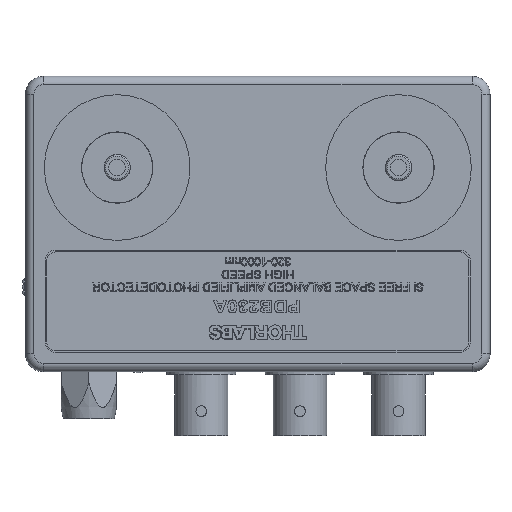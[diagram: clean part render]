
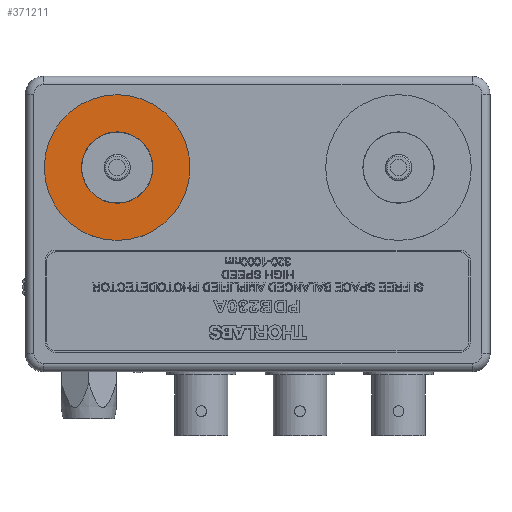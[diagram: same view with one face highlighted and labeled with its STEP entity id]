
A CAD part, top view. The second image highlights one B-rep face of the part: STEP entity #371211.
In plain terms, the highlighted planar face has unit normal (0, 0, 1).
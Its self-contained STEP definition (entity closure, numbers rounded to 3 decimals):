
#16693 = DIRECTION ( 'NONE',  ( 1., 0., 0. ) ) ;
#18046 = DIRECTION ( 'NONE',  ( 0., 0., 1. ) ) ;
#26830 = ORIENTED_EDGE ( 'NONE', *, *, #201843, .F. ) ;
#58132 = DIRECTION ( 'NONE',  ( 1., 0., 0. ) ) ;
#98612 = AXIS2_PLACEMENT_3D ( 'NONE', #161615, #277651, #16693 ) ;
#100678 = FACE_OUTER_BOUND ( 'NONE', #372404, .T. ) ;
#116263 = ORIENTED_EDGE ( 'NONE', *, *, #233691, .T. ) ;
#134420 = DIRECTION ( 'NONE',  ( 1., 0., 0. ) ) ;
#161615 = CARTESIAN_POINT ( 'NONE',  ( 49.092, 21.099, -28.148 ) ) ;
#186753 = AXIS2_PLACEMENT_3D ( 'NONE', #202847, #319069, #58132 ) ;
#189129 = AXIS2_PLACEMENT_3D ( 'NONE', #279027, #18046, #134420 ) ;
#201247 = VERTEX_POINT ( 'NONE', #317473 ) ;
#201843 = EDGE_CURVE ( 'NONE', #201247, #201247, #353396, .T. ) ;
#202847 = CARTESIAN_POINT ( 'NONE',  ( 49.092, 21.099, -28.148 ) ) ;
#208741 = VERTEX_POINT ( 'NONE', #324969 ) ;
#216793 = PLANE ( 'NONE',  #98612 ) ;
#233691 = EDGE_CURVE ( 'NONE', #208741, #208741, #350965, .T. ) ;
#274018 = EDGE_LOOP ( 'NONE', ( #26830 ) ) ;
#277651 = DIRECTION ( 'NONE',  ( 0., 0., 1. ) ) ;
#279027 = CARTESIAN_POINT ( 'NONE',  ( 49.092, 21.099, -28.148 ) ) ;
#317473 = CARTESIAN_POINT ( 'NONE',  ( 55.531, 21.099, -28.148 ) ) ;
#319069 = DIRECTION ( 'NONE',  ( 0., 0., 1. ) ) ;
#324969 = CARTESIAN_POINT ( 'NONE',  ( 62.236, 21.099, -28.148 ) ) ;
#350965 = CIRCLE ( 'NONE', #186753, 13.144 ) ;
#353396 = CIRCLE ( 'NONE', #189129, 6.439 ) ;
#361621 = FACE_BOUND ( 'NONE', #274018, .T. ) ;
#371211 = ADVANCED_FACE ( 'NONE', ( #361621, #100678 ), #216793, .T. ) ;
#372404 = EDGE_LOOP ( 'NONE', ( #116263 ) ) ;
